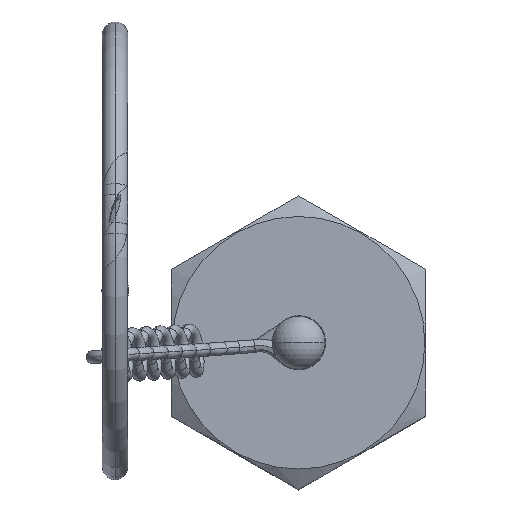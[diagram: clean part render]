
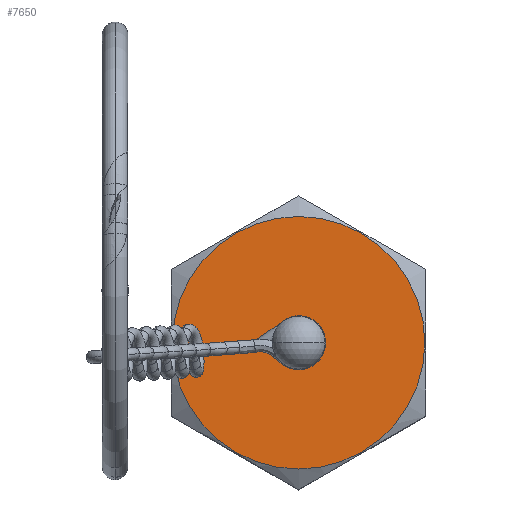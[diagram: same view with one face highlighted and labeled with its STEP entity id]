
A CAD part, top view. The second image highlights one B-rep face of the part: STEP entity #7650.
In plain terms, the highlighted planar face has unit normal (0, 0, 1).
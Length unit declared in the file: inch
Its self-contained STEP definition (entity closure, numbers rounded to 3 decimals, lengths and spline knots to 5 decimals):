
#40 = FACE_OUTER_BOUND ( 'NONE', #11143, .T. ) ;
#61 = VERTEX_POINT ( 'NONE', #3974 ) ;
#166 = DIRECTION ( 'NONE',  ( 1., 0., 0. ) ) ;
#179 = DIRECTION ( 'NONE',  ( -1., 0., 0. ) ) ;
#1182 = ORIENTED_EDGE ( 'NONE', *, *, #15852, .T. ) ;
#1211 = AXIS2_PLACEMENT_3D ( 'NONE', #13376, #6970, #11953 ) ;
#1438 = DIRECTION ( 'NONE',  ( 0., 0., 1. ) ) ;
#1511 = CARTESIAN_POINT ( 'NONE',  ( 0., 0., 0.84 ) ) ;
#1969 = EDGE_CURVE ( 'NONE', #7015, #61, #9077, .T. ) ;
#2080 = DIRECTION ( 'NONE',  ( 0., 0., -1. ) ) ;
#2225 = EDGE_LOOP ( 'NONE', ( #1182, #16047 ) ) ;
#3130 = ORIENTED_EDGE ( 'NONE', *, *, #15809, .F. ) ;
#3560 = CARTESIAN_POINT ( 'NONE',  ( 0.62, 0., 0.84 ) ) ;
#3974 = CARTESIAN_POINT ( 'NONE',  ( -0.06425, 0., 0.84 ) ) ;
#4048 = DIRECTION ( 'NONE',  ( 0., 0., -1. ) ) ;
#5149 = DIRECTION ( 'NONE',  ( 0., 0., -1. ) ) ;
#5320 = DIRECTION ( 'NONE',  ( -1., 0., 0. ) ) ;
#5977 = CARTESIAN_POINT ( 'NONE',  ( 0., 0., 0.84 ) ) ;
#6113 = AXIS2_PLACEMENT_3D ( 'NONE', #10134, #1438, #166 ) ;
#6359 = AXIS2_PLACEMENT_3D ( 'NONE', #1511, #5149, #179 ) ;
#6970 = DIRECTION ( 'NONE',  ( 0., 0., -1. ) ) ;
#7000 = AXIS2_PLACEMENT_3D ( 'NONE', #5977, #2080, #8317 ) ;
#7015 = VERTEX_POINT ( 'NONE', #15735 ) ;
#7650 = ADVANCED_FACE ( 'NONE', ( #12650, #40 ), #11628, .T. ) ;
#7797 = VERTEX_POINT ( 'NONE', #10563 ) ;
#8317 = DIRECTION ( 'NONE',  ( -1., 0., 0. ) ) ;
#8574 = AXIS2_PLACEMENT_3D ( 'NONE', #11585, #4048, #5320 ) ;
#9077 = CIRCLE ( 'NONE', #1211, 0.06425 ) ;
#10134 = CARTESIAN_POINT ( 'NONE',  ( 0., 0., 0.84 ) ) ;
#10442 = VERTEX_POINT ( 'NONE', #3560 ) ;
#10563 = CARTESIAN_POINT ( 'NONE',  ( -0.62, 0., 0.84 ) ) ;
#11143 = EDGE_LOOP ( 'NONE', ( #3130, #13140 ) ) ;
#11585 = CARTESIAN_POINT ( 'NONE',  ( 0., 0., 0.84 ) ) ;
#11628 = PLANE ( 'NONE',  #6113 ) ;
#11953 = DIRECTION ( 'NONE',  ( -1., 0., 0. ) ) ;
#12650 = FACE_BOUND ( 'NONE', #2225, .T. ) ;
#13140 = ORIENTED_EDGE ( 'NONE', *, *, #14091, .F. ) ;
#13376 = CARTESIAN_POINT ( 'NONE',  ( 0., 0., 0.84 ) ) ;
#14091 = EDGE_CURVE ( 'NONE', #10442, #7797, #14904, .T. ) ;
#14689 = CIRCLE ( 'NONE', #6359, 0.62 ) ;
#14904 = CIRCLE ( 'NONE', #7000, 0.62 ) ;
#15286 = CIRCLE ( 'NONE', #8574, 0.06425 ) ;
#15735 = CARTESIAN_POINT ( 'NONE',  ( 0.06425, 0., 0.84 ) ) ;
#15809 = EDGE_CURVE ( 'NONE', #7797, #10442, #14689, .T. ) ;
#15852 = EDGE_CURVE ( 'NONE', #61, #7015, #15286, .T. ) ;
#16047 = ORIENTED_EDGE ( 'NONE', *, *, #1969, .T. ) ;
